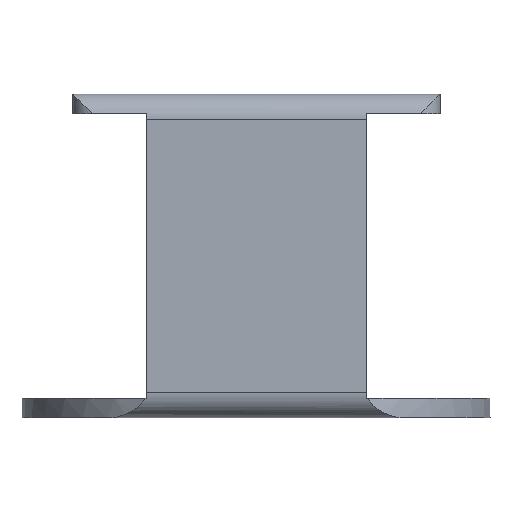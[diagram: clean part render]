
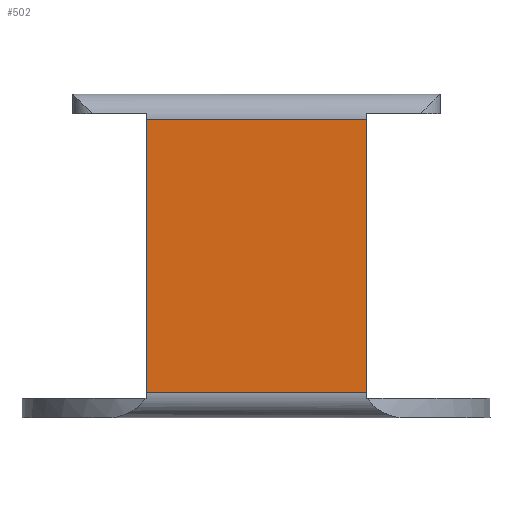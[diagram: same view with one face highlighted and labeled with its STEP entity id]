
A CAD part, front view. The second image highlights one B-rep face of the part: STEP entity #502.
In plain terms, the highlighted planar face has unit normal (0, -1, 0).
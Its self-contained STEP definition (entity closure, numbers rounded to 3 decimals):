
#28 = ORIENTED_EDGE ( 'NONE', *, *, #943, .F. ) ;
#120 = VERTEX_POINT ( 'NONE', #1581 ) ;
#128 = AXIS2_PLACEMENT_3D ( 'NONE', #1563, #484, #1362 ) ;
#221 = CARTESIAN_POINT ( 'NONE',  ( 21.262, -40., 57.6 ) ) ;
#264 = PLANE ( 'NONE',  #128 ) ;
#366 = ORIENTED_EDGE ( 'NONE', *, *, #1393, .T. ) ;
#401 = DIRECTION ( 'NONE',  ( 0., 0., -1. ) ) ;
#414 = VERTEX_POINT ( 'NONE', #2348 ) ;
#484 = DIRECTION ( 'NONE',  ( 0., 1., 0. ) ) ;
#502 = ADVANCED_FACE ( 'NONE', ( #689 ), #264, .F. ) ;
#528 = LINE ( 'NONE', #1648, #2382 ) ;
#535 = DIRECTION ( 'NONE',  ( -1., 0., 0. ) ) ;
#689 = FACE_OUTER_BOUND ( 'NONE', #2368, .T. ) ;
#749 = EDGE_CURVE ( 'NONE', #2146, #2643, #2096, .T. ) ;
#784 = VECTOR ( 'NONE', #1747, 1000. ) ;
#871 = CARTESIAN_POINT ( 'NONE',  ( -21.262, -40., 58.8 ) ) ;
#872 = CARTESIAN_POINT ( 'NONE',  ( 21.262, -40., 58.8 ) ) ;
#943 = EDGE_CURVE ( 'NONE', #2643, #414, #1837, .T. ) ;
#1362 = DIRECTION ( 'NONE',  ( -1., 0., 0. ) ) ;
#1393 = EDGE_CURVE ( 'NONE', #2146, #120, #528, .T. ) ;
#1523 = VECTOR ( 'NONE', #535, 1000. ) ;
#1563 = CARTESIAN_POINT ( 'NONE',  ( -21.262, -40., 3.8 ) ) ;
#1581 = CARTESIAN_POINT ( 'NONE',  ( -21.262, -40., 57.6 ) ) ;
#1636 = DIRECTION ( 'NONE',  ( -1., 0., 0. ) ) ;
#1648 = CARTESIAN_POINT ( 'NONE',  ( 45.3, -40., 57.6 ) ) ;
#1747 = DIRECTION ( 'NONE',  ( 0., 0., -1. ) ) ;
#1837 = LINE ( 'NONE', #1864, #1523 ) ;
#1847 = VECTOR ( 'NONE', #401, 1000. ) ;
#1864 = CARTESIAN_POINT ( 'NONE',  ( 45.3, -40., 5. ) ) ;
#1979 = CARTESIAN_POINT ( 'NONE',  ( 21.262, -40., 5. ) ) ;
#2096 = LINE ( 'NONE', #872, #784 ) ;
#2146 = VERTEX_POINT ( 'NONE', #221 ) ;
#2180 = EDGE_CURVE ( 'NONE', #120, #414, #2346, .T. ) ;
#2326 = ORIENTED_EDGE ( 'NONE', *, *, #2180, .T. ) ;
#2346 = LINE ( 'NONE', #871, #1847 ) ;
#2348 = CARTESIAN_POINT ( 'NONE',  ( -21.262, -40., 5. ) ) ;
#2368 = EDGE_LOOP ( 'NONE', ( #2326, #28, #2422, #366 ) ) ;
#2382 = VECTOR ( 'NONE', #1636, 1000. ) ;
#2422 = ORIENTED_EDGE ( 'NONE', *, *, #749, .F. ) ;
#2643 = VERTEX_POINT ( 'NONE', #1979 ) ;
